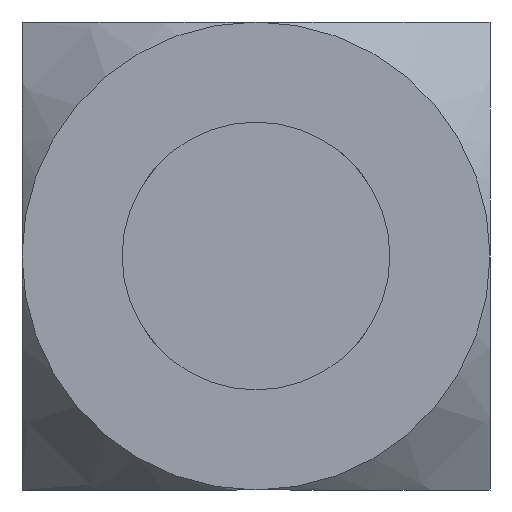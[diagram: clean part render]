
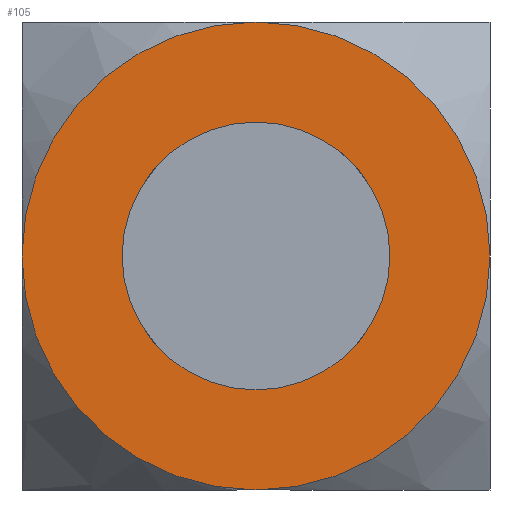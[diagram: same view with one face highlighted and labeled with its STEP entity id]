
A CAD part, front view. The second image highlights one B-rep face of the part: STEP entity #105.
In plain terms, the highlighted planar face has unit normal (0, -1, 0).
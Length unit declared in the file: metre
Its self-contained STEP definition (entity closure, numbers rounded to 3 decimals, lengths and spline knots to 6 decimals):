
#105 = ADVANCED_FACE( '', ( #210, #211 ), #212, .F. );
#210 = FACE_BOUND( '', #329, .T. );
#211 = FACE_OUTER_BOUND( '', #330, .T. );
#212 = PLANE( '', #331 );
#329 = EDGE_LOOP( '', ( #509 ) );
#330 = EDGE_LOOP( '', ( #510, #511, #512, #513 ) );
#331 = AXIS2_PLACEMENT_3D( '', #514, #515, #516 );
#509 = ORIENTED_EDGE( '', *, *, #676, .T. );
#510 = ORIENTED_EDGE( '', *, *, #677, .F. );
#511 = ORIENTED_EDGE( '', *, *, #678, .T. );
#512 = ORIENTED_EDGE( '', *, *, #668, .F. );
#513 = ORIENTED_EDGE( '', *, *, #666, .F. );
#514 = CARTESIAN_POINT( '', ( -0.01, 0., 0.01 ) );
#515 = DIRECTION( '', ( 0., 1., 0. ) );
#516 = DIRECTION( '', ( 0., 0., 1. ) );
#666 = EDGE_CURVE( '', #786, #728, #788, .T. );
#668 = EDGE_CURVE( '', #728, #780, #790, .T. );
#676 = EDGE_CURVE( '', #801, #801, #802, .T. );
#677 = EDGE_CURVE( '', #803, #786, #804, .T. );
#678 = EDGE_CURVE( '', #803, #780, #805, .T. );
#728 = VERTEX_POINT( '', #889 );
#780 = VERTEX_POINT( '', #1070 );
#786 = VERTEX_POINT( '', #1103 );
#788 = CIRCLE( '', #1118, 0.01 );
#790 = CIRCLE( '', #1120, 0.01 );
#801 = VERTEX_POINT( '', #1206 );
#802 = CIRCLE( '', #1207, 0.005723 );
#803 = VERTEX_POINT( '', #1208 );
#804 = CIRCLE( '', #1209, 0.01 );
#805 = CIRCLE( '', #1210, 0.01 );
#889 = CARTESIAN_POINT( '', ( 0., 0., -0.01 ) );
#1070 = CARTESIAN_POINT( '', ( -0.01, 0., 0. ) );
#1103 = CARTESIAN_POINT( '', ( 0.01, 0., 0. ) );
#1118 = AXIS2_PLACEMENT_3D( '', #1320, #1321, #1322 );
#1120 = AXIS2_PLACEMENT_3D( '', #1323, #1324, #1325 );
#1206 = CARTESIAN_POINT( '', ( 0., 0., -0.005723 ) );
#1207 = AXIS2_PLACEMENT_3D( '', #1332, #1333, #1334 );
#1208 = CARTESIAN_POINT( '', ( 0., 0., 0.01 ) );
#1209 = AXIS2_PLACEMENT_3D( '', #1335, #1336, #1337 );
#1210 = AXIS2_PLACEMENT_3D( '', #1338, #1339, #1340 );
#1320 = CARTESIAN_POINT( '', ( 0., 0., 0. ) );
#1321 = DIRECTION( '', ( 0., 1., 0. ) );
#1322 = DIRECTION( '', ( 0., 0., 1. ) );
#1323 = CARTESIAN_POINT( '', ( 0., 0., 0. ) );
#1324 = DIRECTION( '', ( 0., 1., 0. ) );
#1325 = DIRECTION( '', ( 0., 0., 1. ) );
#1332 = CARTESIAN_POINT( '', ( 0., 0., 0. ) );
#1333 = DIRECTION( '', ( 0., 1., 0. ) );
#1334 = DIRECTION( '', ( 0., 0., -1. ) );
#1335 = CARTESIAN_POINT( '', ( 0., 0., 0. ) );
#1336 = DIRECTION( '', ( 0., 1., 0. ) );
#1337 = DIRECTION( '', ( 0., 0., 1. ) );
#1338 = CARTESIAN_POINT( '', ( 0., 0., 0. ) );
#1339 = DIRECTION( '', ( 0., -1., 0. ) );
#1340 = DIRECTION( '', ( 0., 0., -1. ) );
